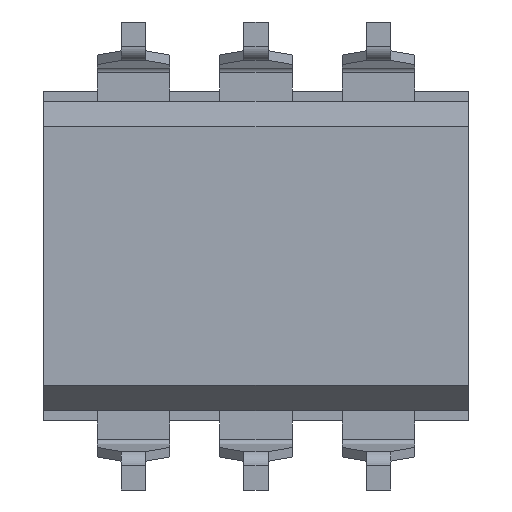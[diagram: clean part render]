
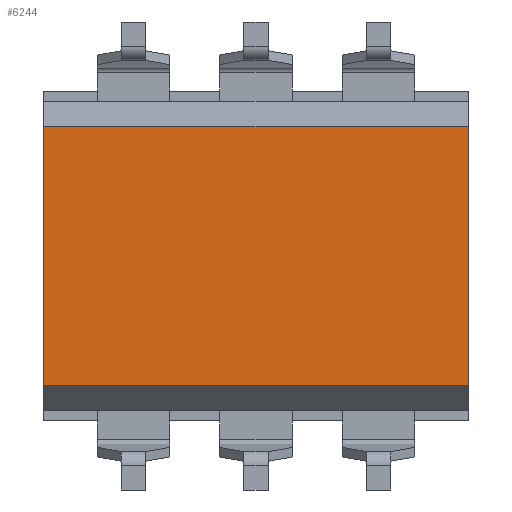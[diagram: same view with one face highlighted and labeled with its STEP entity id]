
A CAD part, front view. The second image highlights one B-rep face of the part: STEP entity #6244.
In plain terms, the highlighted planar face has unit normal (0, -1, 0).
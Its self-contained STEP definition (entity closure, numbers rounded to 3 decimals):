
#50 = CARTESIAN_POINT ( 'NONE',  ( 4.39, 0.5, -2.68 ) ) ;
#220 = LINE ( 'NONE', #5926, #1161 ) ;
#551 = ORIENTED_EDGE ( 'NONE', *, *, #8473, .F. ) ;
#596 = VERTEX_POINT ( 'NONE', #6884 ) ;
#1070 = FACE_OUTER_BOUND ( 'NONE', #8682, .T. ) ;
#1161 = VECTOR ( 'NONE', #7231, 1000. ) ;
#1340 = VECTOR ( 'NONE', #7315, 1000. ) ;
#1713 = CARTESIAN_POINT ( 'NONE',  ( -4.39, 0.5, 2.68 ) ) ;
#1856 = LINE ( 'NONE', #4647, #5302 ) ;
#2224 = CARTESIAN_POINT ( 'NONE',  ( 4.39, 0.5, -2.68 ) ) ;
#2918 = LINE ( 'NONE', #2224, #6099 ) ;
#2978 = EDGE_CURVE ( 'NONE', #8486, #596, #1856, .T. ) ;
#3283 = ORIENTED_EDGE ( 'NONE', *, *, #5055, .T. ) ;
#3742 = CARTESIAN_POINT ( 'NONE',  ( 4.39, 0.5, 2.68 ) ) ;
#3765 = DIRECTION ( 'NONE',  ( 0., 0., 1. ) ) ;
#4477 = CARTESIAN_POINT ( 'NONE',  ( 4.39, 0.5, -2.68 ) ) ;
#4647 = CARTESIAN_POINT ( 'NONE',  ( -4.39, 0.5, -2.68 ) ) ;
#5055 = EDGE_CURVE ( 'NONE', #7792, #8486, #220, .T. ) ;
#5302 = VECTOR ( 'NONE', #6054, 1000. ) ;
#5510 = ORIENTED_EDGE ( 'NONE', *, *, #2978, .T. ) ;
#5818 = AXIS2_PLACEMENT_3D ( 'NONE', #6606, #8743, #3765 ) ;
#5844 = ORIENTED_EDGE ( 'NONE', *, *, #7255, .F. ) ;
#5926 = CARTESIAN_POINT ( 'NONE',  ( 4.39, 0.5, 2.68 ) ) ;
#6054 = DIRECTION ( 'NONE',  ( 0., 0., -1. ) ) ;
#6099 = VECTOR ( 'NONE', #6305, 1000. ) ;
#6244 = ADVANCED_FACE ( 'NONE', ( #1070 ), #7359, .F. ) ;
#6305 = DIRECTION ( 'NONE',  ( 0., 0., -1. ) ) ;
#6595 = LINE ( 'NONE', #4477, #1340 ) ;
#6606 = CARTESIAN_POINT ( 'NONE',  ( 4.39, 0.5, -2.68 ) ) ;
#6884 = CARTESIAN_POINT ( 'NONE',  ( -4.39, 0.5, -2.68 ) ) ;
#7231 = DIRECTION ( 'NONE',  ( -1., 0., 0. ) ) ;
#7255 = EDGE_CURVE ( 'NONE', #8650, #596, #6595, .T. ) ;
#7315 = DIRECTION ( 'NONE',  ( -1., 0., 0. ) ) ;
#7359 = PLANE ( 'NONE',  #5818 ) ;
#7792 = VERTEX_POINT ( 'NONE', #3742 ) ;
#8473 = EDGE_CURVE ( 'NONE', #7792, #8650, #2918, .T. ) ;
#8486 = VERTEX_POINT ( 'NONE', #1713 ) ;
#8650 = VERTEX_POINT ( 'NONE', #50 ) ;
#8682 = EDGE_LOOP ( 'NONE', ( #5510, #5844, #551, #3283 ) ) ;
#8743 = DIRECTION ( 'NONE',  ( 0., 1., 0. ) ) ;
